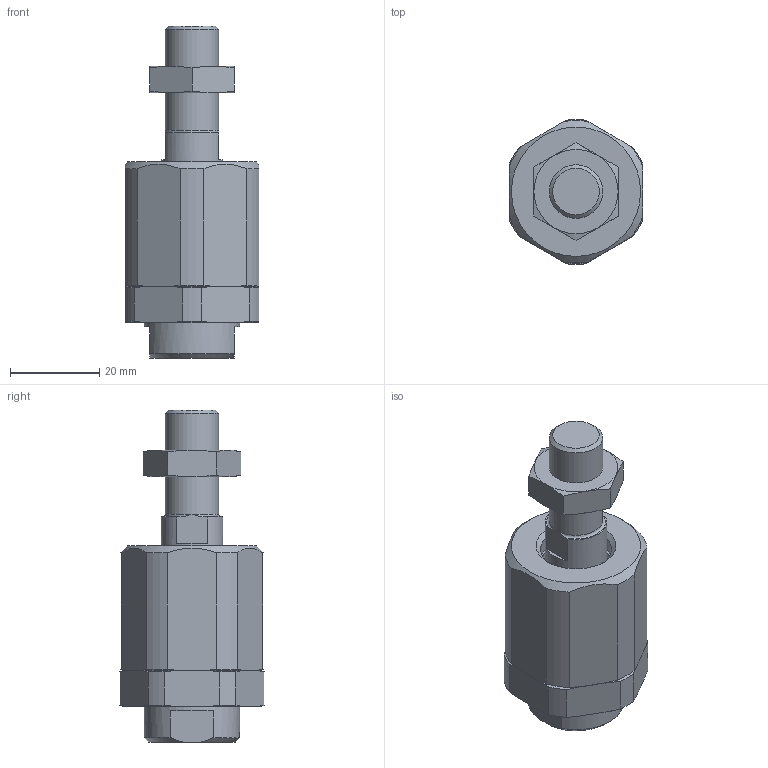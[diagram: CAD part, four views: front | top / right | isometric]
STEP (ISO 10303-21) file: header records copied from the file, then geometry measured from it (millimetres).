
FILE_DESCRIPTION(/* description */ ('STEP AP214'),/* implementation_level */ '2;1');
FILE_NAME(/* name */ '6141_FK-M12X125',/* time_stamp */ '2024-08-28T10:47:25+02:00',/* author */ ('License CC BY-ND 4.0'),/* organization */ ('CADENAS'),/* preprocessor_version */ 'ST-DEVELOPER v19.3',/* originating_system */ 'PARTsolutions',/* authorisation */ ' ');
FILE_SCHEMA (('AUTOMOTIVE_DESIGN {1 0 10303 214 3 1 1}'));
Length unit declared in the file: millimetre
Products named in the file (7): 6141 FK-M12x1.25---(asm_0_0); 6141 FK-M12x1.25---(GE); 6141 FK-M12x1.25---(0BO); DIN-439-B - M12x1.25(F); 6141 FK-M12x1.25---(BU); 6141 FK-M12x1.25---(MU); 6141 FK-M12x1.25---(KG)
Assembly tree (7 placements, depth 2):
  6141 FK-M12x1.25---(asm_0_0)
    6141 FK-M12x1.25---(GE)
    6141 FK-M12x1.25---(0BO)
    DIN-439-B - M12x1.25(F)
    6141 FK-M12x1.25---(BU)
    6141 FK-M12x1.25---(MU)
    6141 FK-M12x1.25---(KG)  x2
Bounding box: 30 x 32.47 x 74.5 mm (x, y, z)
Volume: 31342.7 mm3; surface area: 15771.3 mm2
Topology: 7 solids, 7 shells, 115 faces, 265 edges, 166 vertices
Faces by surface type: plane 44, cone 36, cylinder 29, sphere 4, torus 2
Full cylindrical faces by diameter (mm): 10.647 x2, 12 x1, 13 x1, 13.8 x1, 15.2 x2, 16 x1, 18 x2, 20.5 x2, 21.4 x1, 22.376 x2, 22.5 x1, 24 x1
Entity records: 3236 total; most frequent: CARTESIAN_POINT 714, DIRECTION 492, ORIENTED_EDGE 440, EDGE_CURVE 220, AXIS2_PLACEMENT_3D 216, VERTEX_POINT 158, EDGE_LOOP 156, FACE_BOUND 156
